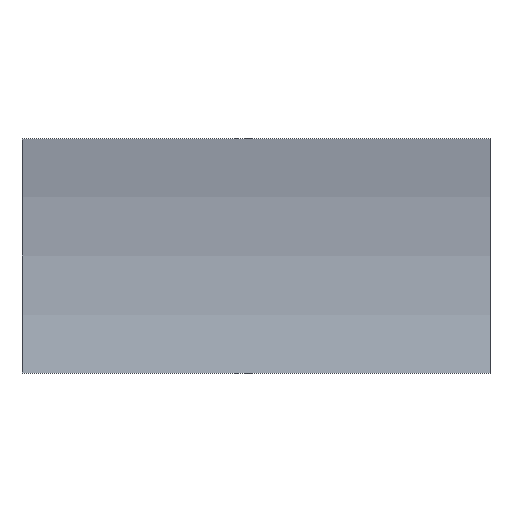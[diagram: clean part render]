
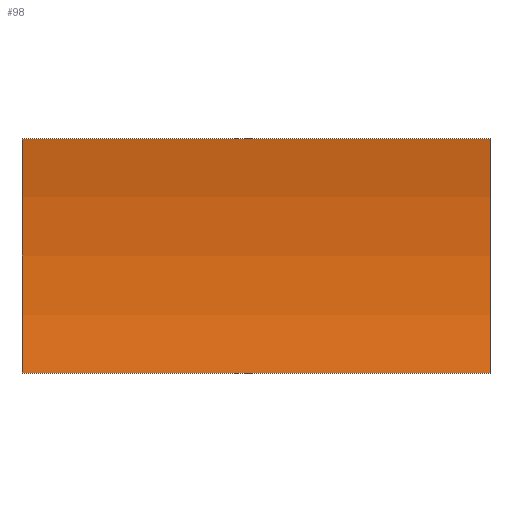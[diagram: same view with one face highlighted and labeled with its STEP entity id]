
A CAD part, left-side view. The second image highlights one B-rep face of the part: STEP entity #98.
In plain terms, the highlighted cylindrical face has radius 22.92 mm (diameter 45.84 mm), a partial arc.
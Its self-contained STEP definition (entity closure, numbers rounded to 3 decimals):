
#2 = EDGE_CURVE ( 'NONE', #81, #24, #77, .T. ) ;
#4 = EDGE_CURVE ( 'NONE', #35, #75, #27, .T. ) ;
#10 = DIRECTION ( 'NONE',  ( 0., -1., 0. ) ) ;
#24 = VERTEX_POINT ( 'NONE', #86 ) ;
#27 = CIRCLE ( 'NONE', #147, 22.92 ) ;
#32 = DIRECTION ( 'NONE',  ( 0., -1., 0. ) ) ;
#35 = VERTEX_POINT ( 'NONE', #72 ) ;
#40 = EDGE_CURVE ( 'NONE', #35, #81, #70, .T. ) ;
#50 = ORIENTED_EDGE ( 'NONE', *, *, #4, .F. ) ;
#51 = CARTESIAN_POINT ( 'NONE',  ( -24.92, 20., 5. ) ) ;
#56 = EDGE_LOOP ( 'NONE', ( #100, #78, #50, #108 ) ) ;
#58 = AXIS2_PLACEMENT_3D ( 'NONE', #51, #180, #123 ) ;
#60 = DIRECTION ( 'NONE',  ( 0., 0., 1. ) ) ;
#70 = LINE ( 'NONE', #122, #172 ) ;
#72 = CARTESIAN_POINT ( 'NONE',  ( -2.552, 20., 0. ) ) ;
#75 = VERTEX_POINT ( 'NONE', #167 ) ;
#77 = CIRCLE ( 'NONE', #131, 22.92 ) ;
#78 = ORIENTED_EDGE ( 'NONE', *, *, #104, .F. ) ;
#81 = VERTEX_POINT ( 'NONE', #173 ) ;
#82 = CARTESIAN_POINT ( 'NONE',  ( -24.92, 20., 5. ) ) ;
#86 = CARTESIAN_POINT ( 'NONE',  ( -2.552, 0., 10. ) ) ;
#88 = CARTESIAN_POINT ( 'NONE',  ( -24.92, 0., 5. ) ) ;
#95 = FACE_OUTER_BOUND ( 'NONE', #56, .T. ) ;
#98 = ADVANCED_FACE ( 'NONE', ( #95 ), #160, .F. ) ;
#100 = ORIENTED_EDGE ( 'NONE', *, *, #2, .T. ) ;
#104 = EDGE_CURVE ( 'NONE', #75, #24, #126, .T. ) ;
#108 = ORIENTED_EDGE ( 'NONE', *, *, #40, .T. ) ;
#113 = CARTESIAN_POINT ( 'NONE',  ( -2.552, 20., 10. ) ) ;
#122 = CARTESIAN_POINT ( 'NONE',  ( -2.552, 20., 0. ) ) ;
#123 = DIRECTION ( 'NONE',  ( 0., 0., -1. ) ) ;
#126 = LINE ( 'NONE', #113, #158 ) ;
#127 = DIRECTION ( 'NONE',  ( 0., 0., 1. ) ) ;
#131 = AXIS2_PLACEMENT_3D ( 'NONE', #88, #10, #60 ) ;
#144 = DIRECTION ( 'NONE',  ( 0., -1., 0. ) ) ;
#147 = AXIS2_PLACEMENT_3D ( 'NONE', #82, #32, #127 ) ;
#158 = VECTOR ( 'NONE', #181, 1000. ) ;
#160 = CYLINDRICAL_SURFACE ( 'NONE', #58, 22.92 ) ;
#167 = CARTESIAN_POINT ( 'NONE',  ( -2.552, 20., 10. ) ) ;
#172 = VECTOR ( 'NONE', #144, 1000. ) ;
#173 = CARTESIAN_POINT ( 'NONE',  ( -2.552, 0., 0. ) ) ;
#180 = DIRECTION ( 'NONE',  ( 0., -1., 0. ) ) ;
#181 = DIRECTION ( 'NONE',  ( 0., -1., 0. ) ) ;
